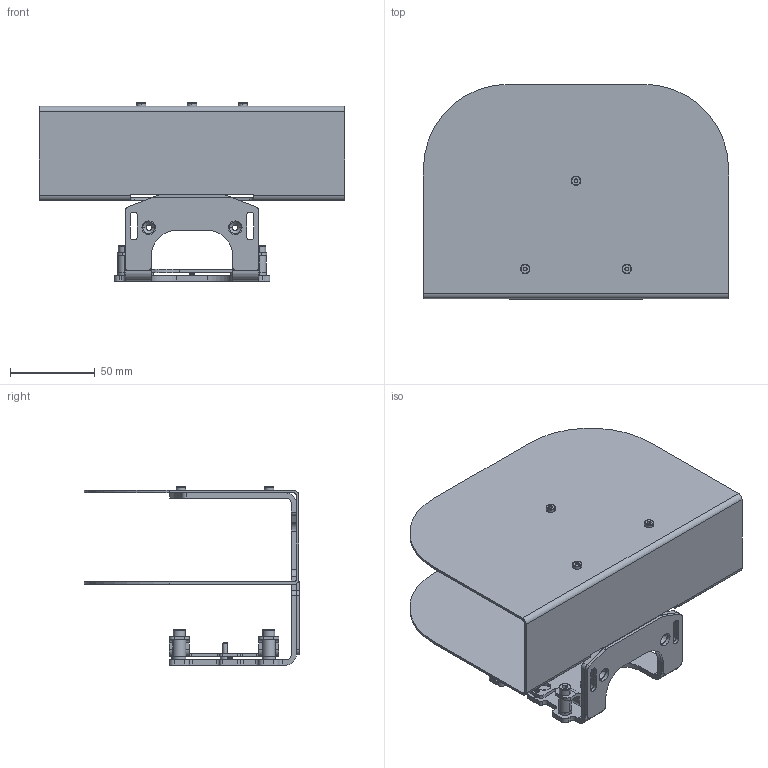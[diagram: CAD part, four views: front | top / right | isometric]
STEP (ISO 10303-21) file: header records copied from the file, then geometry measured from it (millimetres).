
FILE_DESCRIPTION(('OneSpaceDesigner STEP Export'),'2;1');
FILE_NAME('2068398_Befestigungssatz_Ausrichteinh._Zubehoer_Dummy.stp','2014-11-07T13:57:41',('SICK AG'),('SICK AG'),'Creo Elements/Direct Modeling STEP processor for AP214 (Solid Model)','Creo Elements/Direct Modeling 18.1B 29-Sep-2012 (C) Parametric Technology GmbH','');
FILE_SCHEMA(('AUTOMOTIVE_DESIGN { 1 0 10303 214 1 1 1 1 }'));
Length unit declared in the file: millimetre
Products named in the file (5): S097997_Haltewinkel; 4076838_Tubus_Wetterschutz; 4076889_Distanzplatte; Zubehoer; 2068398_Befestigungssatz_Ausrichteinh._Zubehoer_Dummy
Assembly tree (4 placements, depth 3):
  2068398_Befestigungssatz_Ausrichteinh._Zubehoer_Dummy
    Zubehoer
      4076889_Distanzplatte
      4076838_Tubus_Wetterschutz
    S097997_Haltewinkel
Bounding box: 180 x 127 x 105 mm (x, y, z)
Volume: 125186.9 mm3; surface area: 141259.1 mm2
Topology: 3 solids, 3 shells, 566 faces, 1447 edges, 908 vertices
Faces by surface type: cylinder 229, plane 188, cone 100, bspline 33, torus 16
Entity records: 31963 total; most frequent: CARTESIAN_POINT 16747, ORIENTED_EDGE 2894, DIRECTION 2335, EDGE_CURVE 1447, VERTEX_POINT 908, AXIS2_PLACEMENT_3D 850, EDGE_LOOP 653, VECTOR 635
